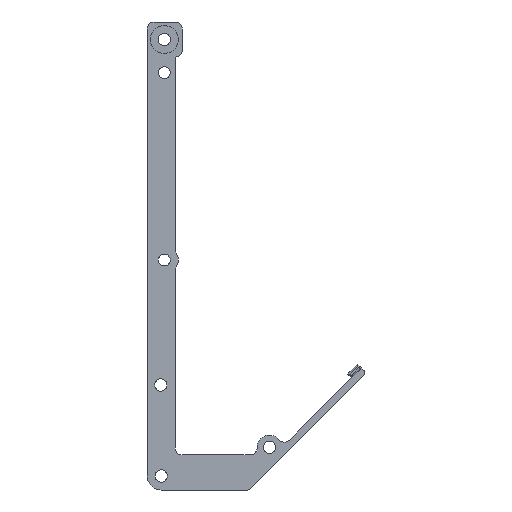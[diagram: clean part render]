
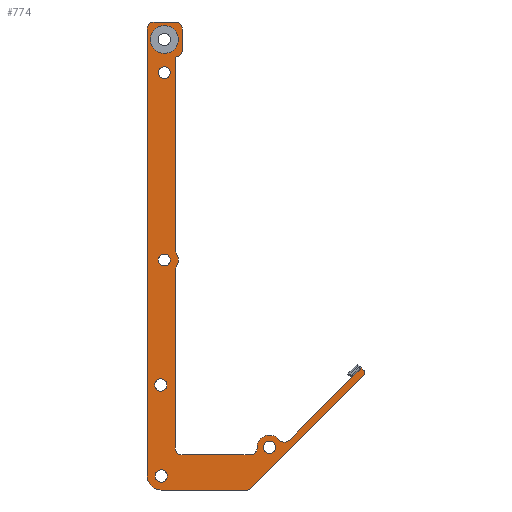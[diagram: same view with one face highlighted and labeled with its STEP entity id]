
A CAD part, front view. The second image highlights one B-rep face of the part: STEP entity #774.
In plain terms, the highlighted planar face has unit normal (0, -1, 0).
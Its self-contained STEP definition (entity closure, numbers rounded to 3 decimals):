
#44=FACE_BOUND('',#102,.T.);
#45=FACE_BOUND('',#103,.T.);
#46=FACE_BOUND('',#104,.T.);
#47=FACE_BOUND('',#105,.T.);
#48=FACE_BOUND('',#106,.T.);
#49=FACE_BOUND('',#107,.T.);
#57=FACE_OUTER_BOUND('',#101,.T.);
#101=EDGE_LOOP('',(#527,#528,#529,#530,#531,#532,#533,#534,#535,#536,#537,
#538,#539,#540,#541,#542,#543,#544,#545,#546,#547,#548,#549,#550,#551));
#102=EDGE_LOOP('',(#552));
#103=EDGE_LOOP('',(#553));
#104=EDGE_LOOP('',(#554));
#105=EDGE_LOOP('',(#555));
#106=EDGE_LOOP('',(#556));
#107=EDGE_LOOP('',(#557));
#158=CIRCLE('',#833,2.);
#159=CIRCLE('',#834,3.5);
#160=CIRCLE('',#835,2.);
#161=CIRCLE('',#836,2.);
#162=CIRCLE('',#837,4.);
#163=CIRCLE('',#838,2.);
#164=CIRCLE('',#839,2.);
#165=CIRCLE('',#840,2.);
#166=CIRCLE('',#841,4.);
#167=CIRCLE('',#842,1.);
#168=CIRCLE('',#843,1.);
#169=CIRCLE('',#844,0.5);
#170=CIRCLE('',#845,0.5);
#171=CIRCLE('',#846,1.75);
#172=CIRCLE('',#847,1.7);
#173=CIRCLE('',#848,1.7);
#174=CIRCLE('',#849,1.75);
#175=CIRCLE('',#850,4.);
#176=CIRCLE('',#851,1.75);
#204=LINE('',#1181,#271);
#205=LINE('',#1189,#272);
#206=LINE('',#1193,#273);
#207=LINE('',#1197,#274);
#208=LINE('',#1201,#275);
#209=LINE('',#1205,#276);
#210=LINE('',#1209,#277);
#211=LINE('',#1213,#278);
#212=LINE('',#1217,#279);
#213=LINE('',#1221,#280);
#214=LINE('',#1225,#281);
#215=LINE('',#1228,#282);
#271=VECTOR('',#928,25.175);
#272=VECTOR('',#935,19.404);
#273=VECTOR('',#938,51.172);
#274=VECTOR('',#941,55.472);
#275=VECTOR('',#944,6.);
#276=VECTOR('',#947,6.);
#277=VECTOR('',#950,127.7);
#278=VECTOR('',#953,24.707);
#279=VECTOR('',#956,45.947);
#280=VECTOR('',#959,1.5);
#281=VECTOR('',#962,3.);
#282=VECTOR('',#965,0.5);
#338=VERTEX_POINT('',#1179);
#339=VERTEX_POINT('',#1180);
#340=VERTEX_POINT('',#1182);
#341=VERTEX_POINT('',#1184);
#342=VERTEX_POINT('',#1186);
#343=VERTEX_POINT('',#1188);
#344=VERTEX_POINT('',#1190);
#345=VERTEX_POINT('',#1192);
#346=VERTEX_POINT('',#1194);
#347=VERTEX_POINT('',#1196);
#348=VERTEX_POINT('',#1198);
#349=VERTEX_POINT('',#1200);
#350=VERTEX_POINT('',#1202);
#351=VERTEX_POINT('',#1204);
#352=VERTEX_POINT('',#1206);
#353=VERTEX_POINT('',#1208);
#354=VERTEX_POINT('',#1210);
#355=VERTEX_POINT('',#1212);
#356=VERTEX_POINT('',#1214);
#357=VERTEX_POINT('',#1216);
#358=VERTEX_POINT('',#1218);
#359=VERTEX_POINT('',#1220);
#360=VERTEX_POINT('',#1222);
#361=VERTEX_POINT('',#1224);
#362=VERTEX_POINT('',#1226);
#363=VERTEX_POINT('',#1229);
#364=VERTEX_POINT('',#1231);
#365=VERTEX_POINT('',#1233);
#366=VERTEX_POINT('',#1235);
#367=VERTEX_POINT('',#1237);
#368=VERTEX_POINT('',#1239);
#412=EDGE_CURVE('',#338,#339,#204,.T.);
#413=EDGE_CURVE('',#338,#340,#158,.T.);
#414=EDGE_CURVE('',#341,#340,#159,.T.);
#415=EDGE_CURVE('',#341,#342,#160,.T.);
#416=EDGE_CURVE('',#343,#342,#205,.T.);
#417=EDGE_CURVE('',#343,#344,#161,.T.);
#418=EDGE_CURVE('',#345,#344,#206,.T.);
#419=EDGE_CURVE('',#346,#345,#162,.T.);
#420=EDGE_CURVE('',#347,#346,#207,.T.);
#421=EDGE_CURVE('',#347,#348,#163,.T.);
#422=EDGE_CURVE('',#349,#348,#208,.T.);
#423=EDGE_CURVE('',#349,#350,#164,.T.);
#424=EDGE_CURVE('',#351,#350,#209,.T.);
#425=EDGE_CURVE('',#351,#352,#165,.T.);
#426=EDGE_CURVE('',#353,#352,#210,.T.);
#427=EDGE_CURVE('',#354,#353,#166,.T.);
#428=EDGE_CURVE('',#355,#354,#211,.T.);
#429=EDGE_CURVE('',#356,#355,#167,.T.);
#430=EDGE_CURVE('',#357,#356,#212,.T.);
#431=EDGE_CURVE('',#358,#357,#168,.T.);
#432=EDGE_CURVE('',#359,#358,#213,.T.);
#433=EDGE_CURVE('',#359,#360,#169,.T.);
#434=EDGE_CURVE('',#360,#361,#214,.T.);
#435=EDGE_CURVE('',#361,#362,#170,.T.);
#436=EDGE_CURVE('',#362,#339,#215,.T.);
#437=EDGE_CURVE('',#363,#363,#171,.T.);
#438=EDGE_CURVE('',#364,#364,#172,.T.);
#439=EDGE_CURVE('',#365,#365,#173,.T.);
#440=EDGE_CURVE('',#366,#366,#174,.T.);
#441=EDGE_CURVE('',#367,#367,#175,.T.);
#442=EDGE_CURVE('',#368,#368,#176,.T.);
#527=ORIENTED_EDGE('',*,*,#412,.F.);
#528=ORIENTED_EDGE('',*,*,#413,.T.);
#529=ORIENTED_EDGE('',*,*,#414,.F.);
#530=ORIENTED_EDGE('',*,*,#415,.T.);
#531=ORIENTED_EDGE('',*,*,#416,.F.);
#532=ORIENTED_EDGE('',*,*,#417,.T.);
#533=ORIENTED_EDGE('',*,*,#418,.F.);
#534=ORIENTED_EDGE('',*,*,#419,.F.);
#535=ORIENTED_EDGE('',*,*,#420,.F.);
#536=ORIENTED_EDGE('',*,*,#421,.T.);
#537=ORIENTED_EDGE('',*,*,#422,.F.);
#538=ORIENTED_EDGE('',*,*,#423,.T.);
#539=ORIENTED_EDGE('',*,*,#424,.F.);
#540=ORIENTED_EDGE('',*,*,#425,.T.);
#541=ORIENTED_EDGE('',*,*,#426,.F.);
#542=ORIENTED_EDGE('',*,*,#427,.F.);
#543=ORIENTED_EDGE('',*,*,#428,.F.);
#544=ORIENTED_EDGE('',*,*,#429,.F.);
#545=ORIENTED_EDGE('',*,*,#430,.F.);
#546=ORIENTED_EDGE('',*,*,#431,.F.);
#547=ORIENTED_EDGE('',*,*,#432,.F.);
#548=ORIENTED_EDGE('',*,*,#433,.T.);
#549=ORIENTED_EDGE('',*,*,#434,.T.);
#550=ORIENTED_EDGE('',*,*,#435,.T.);
#551=ORIENTED_EDGE('',*,*,#436,.T.);
#552=ORIENTED_EDGE('',*,*,#437,.F.);
#553=ORIENTED_EDGE('',*,*,#438,.F.);
#554=ORIENTED_EDGE('',*,*,#439,.F.);
#555=ORIENTED_EDGE('',*,*,#440,.F.);
#556=ORIENTED_EDGE('',*,*,#441,.F.);
#557=ORIENTED_EDGE('',*,*,#442,.F.);
#757=PLANE('',#832);
#774=ADVANCED_FACE('',(#57,#44,#45,#46,#47,#48,#49),#757,.F.);
#832=AXIS2_PLACEMENT_3D('',#1178,#926,#927);
#833=AXIS2_PLACEMENT_3D('',#1183,#929,#930);
#834=AXIS2_PLACEMENT_3D('',#1185,#931,#932);
#835=AXIS2_PLACEMENT_3D('',#1187,#933,#934);
#836=AXIS2_PLACEMENT_3D('',#1191,#936,#937);
#837=AXIS2_PLACEMENT_3D('',#1195,#939,#940);
#838=AXIS2_PLACEMENT_3D('',#1199,#942,#943);
#839=AXIS2_PLACEMENT_3D('',#1203,#945,#946);
#840=AXIS2_PLACEMENT_3D('',#1207,#948,#949);
#841=AXIS2_PLACEMENT_3D('',#1211,#951,#952);
#842=AXIS2_PLACEMENT_3D('',#1215,#954,#955);
#843=AXIS2_PLACEMENT_3D('',#1219,#957,#958);
#844=AXIS2_PLACEMENT_3D('',#1223,#960,#961);
#845=AXIS2_PLACEMENT_3D('',#1227,#963,#964);
#846=AXIS2_PLACEMENT_3D('',#1230,#966,#967);
#847=AXIS2_PLACEMENT_3D('',#1232,#968,#969);
#848=AXIS2_PLACEMENT_3D('',#1234,#970,#971);
#849=AXIS2_PLACEMENT_3D('',#1236,#972,#973);
#850=AXIS2_PLACEMENT_3D('',#1238,#974,#975);
#851=AXIS2_PLACEMENT_3D('',#1240,#976,#977);
#926=DIRECTION('center_axis',(0.,1.,0.));
#927=DIRECTION('ref_axis',(-1.,0.,0.));
#928=DIRECTION('',(0.707,0.,0.707));
#929=DIRECTION('center_axis',(0.,1.,0.));
#930=DIRECTION('ref_axis',(0.707,0.,-0.707));
#931=DIRECTION('center_axis',(0.,1.,0.));
#932=DIRECTION('ref_axis',(-0.999,0.,-0.036));
#933=DIRECTION('center_axis',(0.,1.,0.));
#934=DIRECTION('ref_axis',(0.999,0.,0.036));
#935=DIRECTION('',(1.,0.,0.));
#936=DIRECTION('center_axis',(0.,1.,0.));
#937=DIRECTION('ref_axis',(0.,0.,-1.));
#938=DIRECTION('',(0.,0.,-1.));
#939=DIRECTION('center_axis',(0.,1.,0.));
#940=DIRECTION('ref_axis',(0.775,0.,0.632));
#941=DIRECTION('',(0.,0.,-1.));
#942=DIRECTION('center_axis',(0.,-1.,0.));
#943=DIRECTION('ref_axis',(0.,0.,-1.));
#944=DIRECTION('',(0.,0.,-1.));
#945=DIRECTION('center_axis',(0.,-1.,0.));
#946=DIRECTION('ref_axis',(1.,0.,0.));
#947=DIRECTION('',(1.,0.,0.));
#948=DIRECTION('center_axis',(0.,-1.,0.));
#949=DIRECTION('ref_axis',(0.,0.,1.));
#950=DIRECTION('',(0.,0.,1.));
#951=DIRECTION('center_axis',(0.,1.,0.));
#952=DIRECTION('ref_axis',(0.,0.,-1.));
#953=DIRECTION('',(-1.,0.,0.));
#954=DIRECTION('center_axis',(0.,1.,0.));
#955=DIRECTION('ref_axis',(0.707,0.,-0.707));
#956=DIRECTION('',(-0.707,0.,-0.707));
#957=DIRECTION('center_axis',(0.,1.,0.));
#958=DIRECTION('ref_axis',(0.707,0.,0.707));
#959=DIRECTION('',(0.707,0.,-0.707));
#960=DIRECTION('center_axis',(0.,1.,0.));
#961=DIRECTION('ref_axis',(0.707,0.,0.707));
#962=DIRECTION('',(-0.707,0.,-0.707));
#963=DIRECTION('center_axis',(0.,1.,0.));
#964=DIRECTION('ref_axis',(0.707,0.,-0.707));
#965=DIRECTION('',(0.707,0.,-0.707));
#966=DIRECTION('center_axis',(0.,-1.,0.));
#967=DIRECTION('ref_axis',(-1.,0.,0.));
#968=DIRECTION('center_axis',(0.,-1.,0.));
#969=DIRECTION('ref_axis',(-1.,0.,0.));
#970=DIRECTION('center_axis',(0.,-1.,0.));
#971=DIRECTION('ref_axis',(-1.,0.,0.));
#972=DIRECTION('center_axis',(0.,-1.,0.));
#973=DIRECTION('ref_axis',(-1.,0.,0.));
#974=DIRECTION('center_axis',(0.,-1.,0.));
#975=DIRECTION('ref_axis',(0.,0.,-1.));
#976=DIRECTION('center_axis',(0.,-1.,0.));
#977=DIRECTION('ref_axis',(-1.,0.,0.));
#1178=CARTESIAN_POINT('Origin',(0.,9.5,0.));
#1179=CARTESIAN_POINT('',(55.667,9.5,-82.926));
#1180=CARTESIAN_POINT('',(73.468,9.5,-65.125));
#1181=CARTESIAN_POINT('',(55.667,9.5,-82.926));
#1182=CARTESIAN_POINT('',(52.706,9.5,-82.78));
#1183=CARTESIAN_POINT('Origin',(54.252,9.5,-81.512));
#1184=CARTESIAN_POINT('',(46.502,9.5,-85.127));
#1185=CARTESIAN_POINT('Origin',(50.,9.5,-85.));
#1186=CARTESIAN_POINT('',(44.504,9.5,-87.2));
#1187=CARTESIAN_POINT('Origin',(44.504,9.5,-85.2));
#1188=CARTESIAN_POINT('',(25.1,9.5,-87.2));
#1189=CARTESIAN_POINT('',(25.1,9.5,-87.2));
#1190=CARTESIAN_POINT('',(23.1,9.5,-85.2));
#1191=CARTESIAN_POINT('Origin',(25.1,9.5,-85.2));
#1192=CARTESIAN_POINT('',(23.1,9.5,-34.028));
#1193=CARTESIAN_POINT('',(23.1,9.5,-34.028));
#1194=CARTESIAN_POINT('',(23.1,9.5,-28.972));
#1195=CARTESIAN_POINT('Origin',(20.,9.5,-31.5));
#1196=CARTESIAN_POINT('',(23.1,9.5,26.5));
#1197=CARTESIAN_POINT('',(23.1,9.5,26.5));
#1198=CARTESIAN_POINT('',(25.1,9.5,28.5));
#1199=CARTESIAN_POINT('Origin',(23.1,9.5,28.5));
#1200=CARTESIAN_POINT('',(25.1,9.5,34.5));
#1201=CARTESIAN_POINT('',(25.1,9.5,34.5));
#1202=CARTESIAN_POINT('',(23.1,9.5,36.5));
#1203=CARTESIAN_POINT('Origin',(23.1,9.5,34.5));
#1204=CARTESIAN_POINT('',(17.1,9.5,36.5));
#1205=CARTESIAN_POINT('',(17.1,9.5,36.5));
#1206=CARTESIAN_POINT('',(15.1,9.5,34.5));
#1207=CARTESIAN_POINT('Origin',(17.1,9.5,34.5));
#1208=CARTESIAN_POINT('',(15.1,9.5,-93.2));
#1209=CARTESIAN_POINT('',(15.1,9.5,-93.2));
#1210=CARTESIAN_POINT('',(19.1,9.5,-97.2));
#1211=CARTESIAN_POINT('Origin',(19.1,9.5,-93.2));
#1212=CARTESIAN_POINT('',(43.807,9.5,-97.2));
#1213=CARTESIAN_POINT('',(43.807,9.5,-97.2));
#1214=CARTESIAN_POINT('',(44.514,9.5,-96.907));
#1215=CARTESIAN_POINT('Origin',(43.807,9.5,-96.2));
#1216=CARTESIAN_POINT('',(77.004,9.5,-64.418));
#1217=CARTESIAN_POINT('',(77.004,9.5,-64.418));
#1218=CARTESIAN_POINT('',(77.004,9.5,-63.004));
#1219=CARTESIAN_POINT('Origin',(76.296,9.5,-63.711));
#1220=CARTESIAN_POINT('',(75.943,9.5,-61.943));
#1221=CARTESIAN_POINT('',(75.943,9.5,-61.943));
#1222=CARTESIAN_POINT('',(75.943,9.5,-62.65));
#1223=CARTESIAN_POINT('Origin',(75.589,9.5,-62.296));
#1224=CARTESIAN_POINT('',(73.822,9.5,-64.771));
#1225=CARTESIAN_POINT('',(75.943,9.5,-62.65));
#1226=CARTESIAN_POINT('',(73.114,9.5,-64.771));
#1227=CARTESIAN_POINT('Origin',(73.468,9.5,-64.418));
#1228=CARTESIAN_POINT('',(73.114,9.5,-64.771));
#1229=CARTESIAN_POINT('',(51.75,9.5,-85.));
#1230=CARTESIAN_POINT('Origin',(50.,9.5,-85.));
#1231=CARTESIAN_POINT('',(21.7,9.5,-31.5));
#1232=CARTESIAN_POINT('Origin',(20.,9.5,-31.5));
#1233=CARTESIAN_POINT('',(21.7,9.5,22.));
#1234=CARTESIAN_POINT('Origin',(20.,9.5,22.));
#1235=CARTESIAN_POINT('',(20.75,9.5,-67.2));
#1236=CARTESIAN_POINT('Origin',(19.,9.5,-67.2));
#1237=CARTESIAN_POINT('',(20.,9.5,35.5));
#1238=CARTESIAN_POINT('Origin',(20.,9.5,31.5));
#1239=CARTESIAN_POINT('',(20.85,9.5,-93.2));
#1240=CARTESIAN_POINT('Origin',(19.1,9.5,-93.2));
